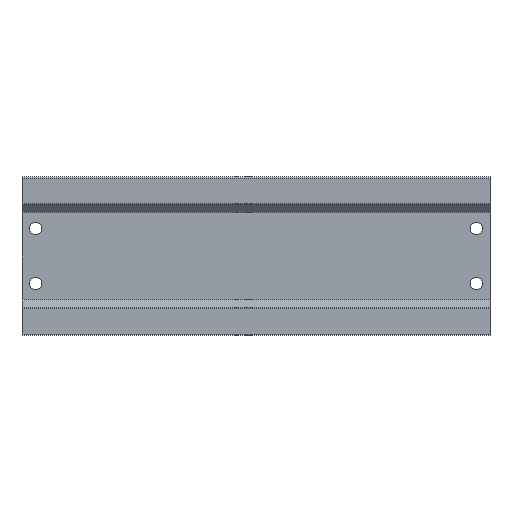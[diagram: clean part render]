
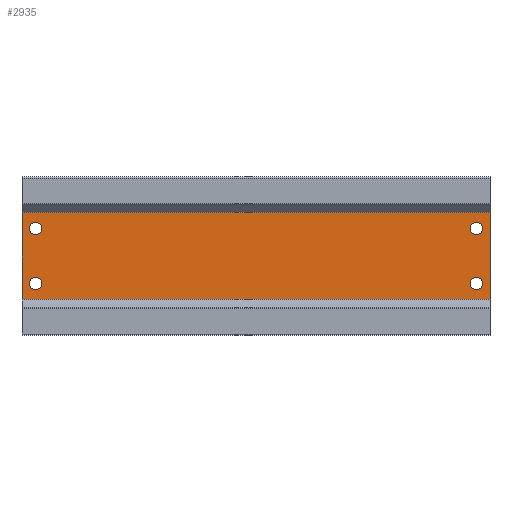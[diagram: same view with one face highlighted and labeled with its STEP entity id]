
A CAD part, front view. The second image highlights one B-rep face of the part: STEP entity #2935.
In plain terms, the highlighted planar face has unit normal (0, -1, 0).
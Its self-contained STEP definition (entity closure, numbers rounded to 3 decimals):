
#102 = AXIS2_PLACEMENT_3D ( 'NONE', #6552, #3383, #198 ) ;
#169 = DIRECTION ( 'NONE',  ( 0., 1., 0. ) ) ;
#198 = DIRECTION ( 'NONE',  ( 0., 0., 1. ) ) ;
#284 = VERTEX_POINT ( 'NONE', #1120 ) ;
#304 = DIRECTION ( 'NONE',  ( 0., 1., 0. ) ) ;
#348 = CARTESIAN_POINT ( 'NONE',  ( 85.5, -9.5, 15.793 ) ) ;
#362 = DIRECTION ( 'NONE',  ( 0., 1., 0. ) ) ;
#450 = EDGE_CURVE ( 'NONE', #2410, #2096, #888, .T. ) ;
#541 = ORIENTED_EDGE ( 'NONE', *, *, #2162, .T. ) ;
#702 = VERTEX_POINT ( 'NONE', #3513 ) ;
#744 = DIRECTION ( 'NONE',  ( -1., 0., 0. ) ) ;
#820 = EDGE_LOOP ( 'NONE', ( #4367, #5287, #6539, #1314 ) ) ;
#832 = CARTESIAN_POINT ( 'NONE',  ( -85.5, -9.5, 16. ) ) ;
#865 = EDGE_CURVE ( 'NONE', #3229, #2998, #1857, .T. ) ;
#888 = LINE ( 'NONE', #4084, #2136 ) ;
#951 = CARTESIAN_POINT ( 'NONE',  ( 85.5, -9.5, -15.793 ) ) ;
#983 = CIRCLE ( 'NONE', #5319, 2.25 ) ;
#995 = CIRCLE ( 'NONE', #102, 2.25 ) ;
#1120 = CARTESIAN_POINT ( 'NONE',  ( -80.5, -9.5, 7.75 ) ) ;
#1126 = ORIENTED_EDGE ( 'NONE', *, *, #4375, .T. ) ;
#1138 = DIRECTION ( 'NONE',  ( 0., 1., 0. ) ) ;
#1314 = ORIENTED_EDGE ( 'NONE', *, *, #5094, .T. ) ;
#1425 = CIRCLE ( 'NONE', #1460, 2.25 ) ;
#1460 = AXIS2_PLACEMENT_3D ( 'NONE', #3353, #169, #3876 ) ;
#1501 = DIRECTION ( 'NONE',  ( 1., 0., 0. ) ) ;
#1826 = VERTEX_POINT ( 'NONE', #2174 ) ;
#1857 = CIRCLE ( 'NONE', #4680, 2.25 ) ;
#1913 = VECTOR ( 'NONE', #1501, 1000. ) ;
#1974 = EDGE_LOOP ( 'NONE', ( #5079, #5708 ) ) ;
#2014 = FACE_BOUND ( 'NONE', #4491, .T. ) ;
#2019 = DIRECTION ( 'NONE',  ( 0., 1., 0. ) ) ;
#2082 = CARTESIAN_POINT ( 'NONE',  ( -80.5, -9.5, -7.75 ) ) ;
#2096 = VERTEX_POINT ( 'NONE', #6691 ) ;
#2136 = VECTOR ( 'NONE', #2961, 1000. ) ;
#2162 = EDGE_CURVE ( 'NONE', #702, #6379, #6716, .T. ) ;
#2169 = FACE_BOUND ( 'NONE', #1974, .T. ) ;
#2174 = CARTESIAN_POINT ( 'NONE',  ( -80.5, -9.5, 12.25 ) ) ;
#2241 = CIRCLE ( 'NONE', #6468, 2.25 ) ;
#2330 = CARTESIAN_POINT ( 'NONE',  ( -85.5, -9.5, 15.793 ) ) ;
#2366 = DIRECTION ( 'NONE',  ( 0., 1., 0. ) ) ;
#2410 = VERTEX_POINT ( 'NONE', #6252 ) ;
#2440 = PLANE ( 'NONE',  #3843 ) ;
#2493 = CARTESIAN_POINT ( 'NONE',  ( -80.5, -9.5, -10. ) ) ;
#2498 = ORIENTED_EDGE ( 'NONE', *, *, #5745, .T. ) ;
#2585 = CARTESIAN_POINT ( 'NONE',  ( -80.5, -9.5, -12.25 ) ) ;
#2627 = CARTESIAN_POINT ( 'NONE',  ( 80.5, -9.5, -10. ) ) ;
#2634 = VECTOR ( 'NONE', #6165, 1000. ) ;
#2643 = CIRCLE ( 'NONE', #4295, 2.25 ) ;
#2689 = CARTESIAN_POINT ( 'NONE',  ( 80.5, -9.5, -7.75 ) ) ;
#2935 = ADVANCED_FACE ( 'NONE', ( #2169, #2014, #3414, #4821, #4661 ), #2440, .F. ) ;
#2961 = DIRECTION ( 'NONE',  ( 0., 0., 1. ) ) ;
#2998 = VERTEX_POINT ( 'NONE', #3024 ) ;
#3013 = DIRECTION ( 'NONE',  ( 0., 0., 1. ) ) ;
#3024 = CARTESIAN_POINT ( 'NONE',  ( 80.5, -9.5, -12.25 ) ) ;
#3161 = DIRECTION ( 'NONE',  ( 0., 0., 1. ) ) ;
#3229 = VERTEX_POINT ( 'NONE', #2689 ) ;
#3353 = CARTESIAN_POINT ( 'NONE',  ( -80.5, -9.5, -10. ) ) ;
#3383 = DIRECTION ( 'NONE',  ( 0., 1., 0. ) ) ;
#3391 = ORIENTED_EDGE ( 'NONE', *, *, #865, .T. ) ;
#3399 = EDGE_CURVE ( 'NONE', #3640, #3636, #1425, .T. ) ;
#3414 = FACE_BOUND ( 'NONE', #5122, .T. ) ;
#3513 = CARTESIAN_POINT ( 'NONE',  ( 80.5, -9.5, 12.25 ) ) ;
#3551 = CARTESIAN_POINT ( 'NONE',  ( -80.5, -9.5, 10. ) ) ;
#3636 = VERTEX_POINT ( 'NONE', #2585 ) ;
#3640 = VERTEX_POINT ( 'NONE', #2082 ) ;
#3789 = EDGE_CURVE ( 'NONE', #6379, #702, #995, .T. ) ;
#3796 = EDGE_CURVE ( 'NONE', #5722, #2096, #6300, .T. ) ;
#3843 = AXIS2_PLACEMENT_3D ( 'NONE', #832, #304, #4022 ) ;
#3876 = DIRECTION ( 'NONE',  ( 0., 0., 1. ) ) ;
#4022 = DIRECTION ( 'NONE',  ( 0., 0., 1. ) ) ;
#4037 = LINE ( 'NONE', #5630, #2634 ) ;
#4084 = CARTESIAN_POINT ( 'NONE',  ( -85.5, -9.5, 16. ) ) ;
#4087 = DIRECTION ( 'NONE',  ( 0., 0., 1. ) ) ;
#4204 = EDGE_LOOP ( 'NONE', ( #541, #4298 ) ) ;
#4295 = AXIS2_PLACEMENT_3D ( 'NONE', #3551, #362, #4087 ) ;
#4298 = ORIENTED_EDGE ( 'NONE', *, *, #3789, .T. ) ;
#4310 = CARTESIAN_POINT ( 'NONE',  ( -80.5, -9.5, 10. ) ) ;
#4367 = ORIENTED_EDGE ( 'NONE', *, *, #6251, .T. ) ;
#4375 = EDGE_CURVE ( 'NONE', #284, #1826, #983, .T. ) ;
#4491 = EDGE_LOOP ( 'NONE', ( #2498, #1126 ) ) ;
#4505 = AXIS2_PLACEMENT_3D ( 'NONE', #5523, #2366, #6070 ) ;
#4661 = FACE_OUTER_BOUND ( 'NONE', #820, .T. ) ;
#4680 = AXIS2_PLACEMENT_3D ( 'NONE', #2627, #6329, #3161 ) ;
#4703 = CIRCLE ( 'NONE', #5103, 2.25 ) ;
#4821 = FACE_BOUND ( 'NONE', #4204, .T. ) ;
#4837 = CARTESIAN_POINT ( 'NONE',  ( 80.5, -9.5, 7.75 ) ) ;
#4842 = DIRECTION ( 'NONE',  ( 0., 0., 1. ) ) ;
#4888 = VECTOR ( 'NONE', #744, 1000. ) ;
#4889 = LINE ( 'NONE', #951, #1913 ) ;
#5046 = EDGE_CURVE ( 'NONE', #3636, #3640, #2241, .T. ) ;
#5079 = ORIENTED_EDGE ( 'NONE', *, *, #3399, .T. ) ;
#5094 = EDGE_CURVE ( 'NONE', #2410, #6055, #4889, .T. ) ;
#5103 = AXIS2_PLACEMENT_3D ( 'NONE', #5179, #2019, #5698 ) ;
#5122 = EDGE_LOOP ( 'NONE', ( #3391, #5843 ) ) ;
#5179 = CARTESIAN_POINT ( 'NONE',  ( 80.5, -9.5, -10. ) ) ;
#5287 = ORIENTED_EDGE ( 'NONE', *, *, #3796, .T. ) ;
#5319 = AXIS2_PLACEMENT_3D ( 'NONE', #4310, #1138, #4842 ) ;
#5523 = CARTESIAN_POINT ( 'NONE',  ( 80.5, -9.5, 10. ) ) ;
#5630 = CARTESIAN_POINT ( 'NONE',  ( 85.5, -9.5, 16. ) ) ;
#5698 = DIRECTION ( 'NONE',  ( 0., 0., 1. ) ) ;
#5708 = ORIENTED_EDGE ( 'NONE', *, *, #5046, .T. ) ;
#5722 = VERTEX_POINT ( 'NONE', #348 ) ;
#5745 = EDGE_CURVE ( 'NONE', #1826, #284, #2643, .T. ) ;
#5843 = ORIENTED_EDGE ( 'NONE', *, *, #6676, .T. ) ;
#5998 = CARTESIAN_POINT ( 'NONE',  ( 85.5, -9.5, -15.793 ) ) ;
#6055 = VERTEX_POINT ( 'NONE', #5998 ) ;
#6070 = DIRECTION ( 'NONE',  ( 0., 0., 1. ) ) ;
#6165 = DIRECTION ( 'NONE',  ( 0., 0., 1. ) ) ;
#6187 = DIRECTION ( 'NONE',  ( 0., 1., 0. ) ) ;
#6251 = EDGE_CURVE ( 'NONE', #6055, #5722, #4037, .T. ) ;
#6252 = CARTESIAN_POINT ( 'NONE',  ( -85.5, -9.5, -15.793 ) ) ;
#6300 = LINE ( 'NONE', #2330, #4888 ) ;
#6329 = DIRECTION ( 'NONE',  ( 0., 1., 0. ) ) ;
#6379 = VERTEX_POINT ( 'NONE', #4837 ) ;
#6468 = AXIS2_PLACEMENT_3D ( 'NONE', #2493, #6187, #3013 ) ;
#6539 = ORIENTED_EDGE ( 'NONE', *, *, #450, .F. ) ;
#6552 = CARTESIAN_POINT ( 'NONE',  ( 80.5, -9.5, 10. ) ) ;
#6676 = EDGE_CURVE ( 'NONE', #2998, #3229, #4703, .T. ) ;
#6691 = CARTESIAN_POINT ( 'NONE',  ( -85.5, -9.5, 15.793 ) ) ;
#6716 = CIRCLE ( 'NONE', #4505, 2.25 ) ;
